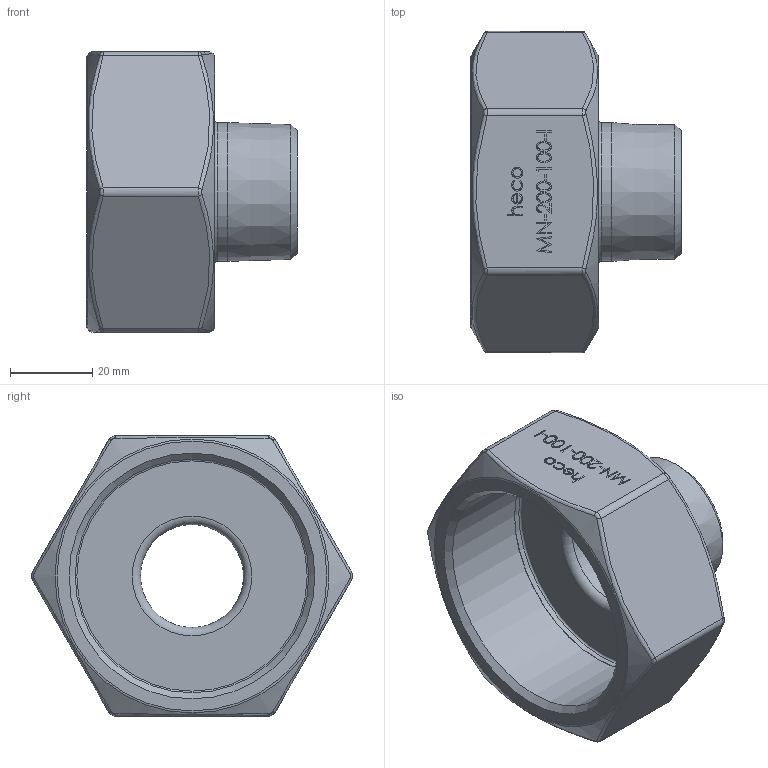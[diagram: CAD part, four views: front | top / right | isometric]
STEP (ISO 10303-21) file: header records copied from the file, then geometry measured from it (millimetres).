
FILE_DESCRIPTION (( 'STEP AP214' ), '1' );
FILE_NAME ('MN-200-100-I 2311.STEP', '2023-11-06T11:45:13', ( '' ), ( '' ), 'SwSTEP 2.0', 'SolidWorks 2019', '' );
FILE_SCHEMA (( 'AUTOMOTIVE_DESIGN' ));
Length unit declared in the file: millimetre
Products named in the file (1): MN-200-100-I 2311
Bounding box: 51 x 77.9 x 68 mm (x, y, z)
Volume: 64379.8 mm3; surface area: 21798.2 mm2
Topology: 1 solids, 1 shells, 219 faces, 547 edges, 355 vertices
Faces by surface type: bspline 101, plane 97, cylinder 10, torus 6, cone 5
Full cylindrical faces by diameter (mm): 25 x1, 33.649 x1, 56.656 x1, 56.856 x1
Entity records: 14381 total; most frequent: CARTESIAN_POINT 7948, ORIENTED_EDGE 1052, DIRECTION 605, EDGE_CURVE 526, VERTEX_POINT 349, VECTOR 281, LINE 281, EDGE_LOOP 261
